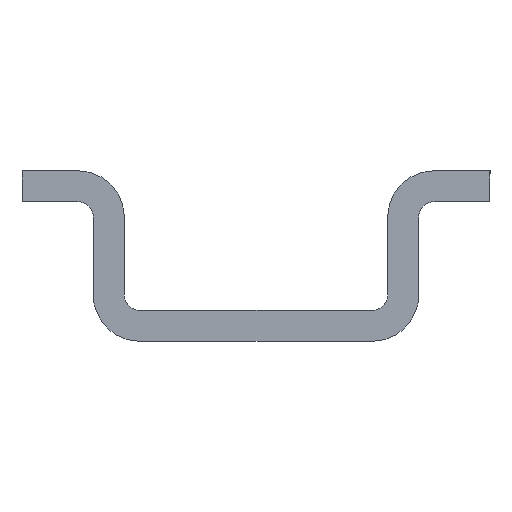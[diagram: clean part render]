
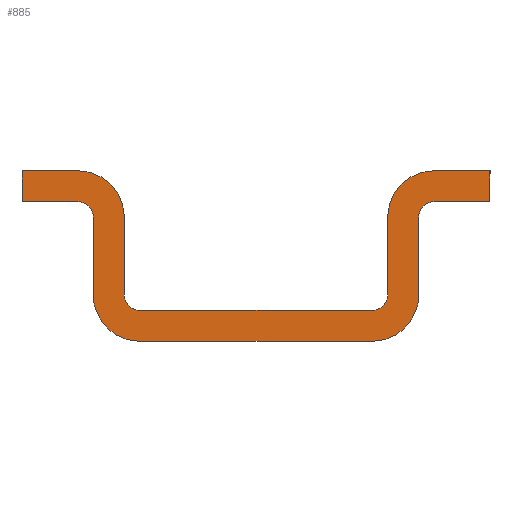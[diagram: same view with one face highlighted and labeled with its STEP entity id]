
A CAD part, left-side view. The second image highlights one B-rep face of the part: STEP entity #885.
In plain terms, the highlighted planar face has unit normal (-1, 0, 0).
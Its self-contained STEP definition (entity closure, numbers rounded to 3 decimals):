
#47=FACE_OUTER_BOUND('',#93,.T.);
#93=EDGE_LOOP('',(#595,#596,#597,#598,#599,#600,#601,#602,#603,#604,#605,
#606,#607,#608,#609,#610,#611,#612,#613,#614));
#151=CIRCLE('',#952,1.5);
#152=CIRCLE('',#953,0.5);
#153=CIRCLE('',#954,0.5);
#154=CIRCLE('',#955,1.5);
#155=CIRCLE('',#956,0.5);
#156=CIRCLE('',#957,1.5);
#157=CIRCLE('',#958,1.5);
#158=CIRCLE('',#959,0.5);
#191=LINE('',#1307,#283);
#192=LINE('',#1309,#284);
#193=LINE('',#1313,#285);
#194=LINE('',#1317,#286);
#195=LINE('',#1321,#287);
#196=LINE('',#1325,#288);
#197=LINE('',#1327,#289);
#198=LINE('',#1329,#290);
#199=LINE('',#1333,#291);
#200=LINE('',#1337,#292);
#201=LINE('',#1341,#293);
#202=LINE('',#1344,#294);
#283=VECTOR('',#1041,10.);
#284=VECTOR('',#1042,10.);
#285=VECTOR('',#1045,10.);
#286=VECTOR('',#1048,10.);
#287=VECTOR('',#1051,10.);
#288=VECTOR('',#1054,10.);
#289=VECTOR('',#1055,10.);
#290=VECTOR('',#1056,10.);
#291=VECTOR('',#1059,10.);
#292=VECTOR('',#1062,10.);
#293=VECTOR('',#1065,10.);
#294=VECTOR('',#1068,10.);
#375=VERTEX_POINT('',#1305);
#376=VERTEX_POINT('',#1306);
#377=VERTEX_POINT('',#1308);
#378=VERTEX_POINT('',#1310);
#379=VERTEX_POINT('',#1312);
#380=VERTEX_POINT('',#1314);
#381=VERTEX_POINT('',#1316);
#382=VERTEX_POINT('',#1318);
#383=VERTEX_POINT('',#1320);
#384=VERTEX_POINT('',#1322);
#385=VERTEX_POINT('',#1324);
#386=VERTEX_POINT('',#1326);
#387=VERTEX_POINT('',#1328);
#388=VERTEX_POINT('',#1330);
#389=VERTEX_POINT('',#1332);
#390=VERTEX_POINT('',#1334);
#391=VERTEX_POINT('',#1336);
#392=VERTEX_POINT('',#1338);
#393=VERTEX_POINT('',#1340);
#394=VERTEX_POINT('',#1342);
#463=EDGE_CURVE('',#375,#376,#191,.T.);
#464=EDGE_CURVE('',#377,#375,#192,.T.);
#465=EDGE_CURVE('',#378,#377,#151,.T.);
#466=EDGE_CURVE('',#379,#378,#193,.T.);
#467=EDGE_CURVE('',#380,#379,#152,.T.);
#468=EDGE_CURVE('',#381,#380,#194,.T.);
#469=EDGE_CURVE('',#382,#381,#153,.T.);
#470=EDGE_CURVE('',#383,#382,#195,.T.);
#471=EDGE_CURVE('',#384,#383,#154,.T.);
#472=EDGE_CURVE('',#385,#384,#196,.T.);
#473=EDGE_CURVE('',#386,#385,#197,.T.);
#474=EDGE_CURVE('',#387,#386,#198,.T.);
#475=EDGE_CURVE('',#388,#387,#155,.T.);
#476=EDGE_CURVE('',#389,#388,#199,.T.);
#477=EDGE_CURVE('',#390,#389,#156,.T.);
#478=EDGE_CURVE('',#391,#390,#200,.T.);
#479=EDGE_CURVE('',#392,#391,#157,.T.);
#480=EDGE_CURVE('',#393,#392,#201,.T.);
#481=EDGE_CURVE('',#394,#393,#158,.T.);
#482=EDGE_CURVE('',#376,#394,#202,.T.);
#595=ORIENTED_EDGE('',*,*,#463,.F.);
#596=ORIENTED_EDGE('',*,*,#464,.F.);
#597=ORIENTED_EDGE('',*,*,#465,.F.);
#598=ORIENTED_EDGE('',*,*,#466,.F.);
#599=ORIENTED_EDGE('',*,*,#467,.F.);
#600=ORIENTED_EDGE('',*,*,#468,.F.);
#601=ORIENTED_EDGE('',*,*,#469,.F.);
#602=ORIENTED_EDGE('',*,*,#470,.F.);
#603=ORIENTED_EDGE('',*,*,#471,.F.);
#604=ORIENTED_EDGE('',*,*,#472,.F.);
#605=ORIENTED_EDGE('',*,*,#473,.F.);
#606=ORIENTED_EDGE('',*,*,#474,.F.);
#607=ORIENTED_EDGE('',*,*,#475,.F.);
#608=ORIENTED_EDGE('',*,*,#476,.F.);
#609=ORIENTED_EDGE('',*,*,#477,.F.);
#610=ORIENTED_EDGE('',*,*,#478,.F.);
#611=ORIENTED_EDGE('',*,*,#479,.F.);
#612=ORIENTED_EDGE('',*,*,#480,.F.);
#613=ORIENTED_EDGE('',*,*,#481,.F.);
#614=ORIENTED_EDGE('',*,*,#482,.F.);
#859=PLANE('',#951);
#885=ADVANCED_FACE('',(#47),#859,.F.);
#951=AXIS2_PLACEMENT_3D('',#1304,#1039,#1040);
#952=AXIS2_PLACEMENT_3D('',#1311,#1043,#1044);
#953=AXIS2_PLACEMENT_3D('',#1315,#1046,#1047);
#954=AXIS2_PLACEMENT_3D('',#1319,#1049,#1050);
#955=AXIS2_PLACEMENT_3D('',#1323,#1052,#1053);
#956=AXIS2_PLACEMENT_3D('',#1331,#1057,#1058);
#957=AXIS2_PLACEMENT_3D('',#1335,#1060,#1061);
#958=AXIS2_PLACEMENT_3D('',#1339,#1063,#1064);
#959=AXIS2_PLACEMENT_3D('',#1343,#1066,#1067);
#1039=DIRECTION('center_axis',(1.,0.,0.));
#1040=DIRECTION('ref_axis',(0.,-1.,0.));
#1041=DIRECTION('',(0.,0.,-1.));
#1042=DIRECTION('',(0.,-1.,0.));
#1043=DIRECTION('center_axis',(1.,0.,0.));
#1044=DIRECTION('ref_axis',(0.,1.,0.));
#1045=DIRECTION('',(0.,0.,1.));
#1046=DIRECTION('center_axis',(-1.,0.,0.));
#1047=DIRECTION('ref_axis',(0.,1.,0.));
#1048=DIRECTION('',(0.,-1.,0.));
#1049=DIRECTION('center_axis',(-1.,0.,0.));
#1050=DIRECTION('ref_axis',(0.,0.,1.));
#1051=DIRECTION('',(0.,0.,-1.));
#1052=DIRECTION('center_axis',(1.,0.,0.));
#1053=DIRECTION('ref_axis',(0.,0.,1.));
#1054=DIRECTION('',(0.,-1.,0.));
#1055=DIRECTION('',(0.,0.,1.));
#1056=DIRECTION('',(0.,1.,0.));
#1057=DIRECTION('center_axis',(-1.,0.,0.));
#1058=DIRECTION('ref_axis',(0.,0.,-1.));
#1059=DIRECTION('',(0.,0.,1.));
#1060=DIRECTION('center_axis',(1.,0.,0.));
#1061=DIRECTION('ref_axis',(0.,0.,-1.));
#1062=DIRECTION('',(0.,1.,0.));
#1063=DIRECTION('center_axis',(1.,0.,0.));
#1064=DIRECTION('ref_axis',(0.,-1.,0.));
#1065=DIRECTION('',(0.,0.,-1.));
#1066=DIRECTION('center_axis',(-1.,0.,0.));
#1067=DIRECTION('ref_axis',(0.,-1.,0.));
#1068=DIRECTION('',(0.,1.,0.));
#1304=CARTESIAN_POINT('Origin',(439.5,109.357,5.5));
#1305=CARTESIAN_POINT('',(439.5,-7.55,5.5));
#1306=CARTESIAN_POINT('',(439.5,-7.55,4.5));
#1307=CARTESIAN_POINT('',(439.5,-7.55,5.));
#1308=CARTESIAN_POINT('',(439.5,-5.75,5.5));
#1309=CARTESIAN_POINT('',(439.5,50.904,5.5));
#1310=CARTESIAN_POINT('',(439.5,-4.25,4.));
#1311=CARTESIAN_POINT('Origin',(439.5,-5.75,4.));
#1312=CARTESIAN_POINT('',(439.5,-4.25,1.5));
#1313=CARTESIAN_POINT('',(439.5,-4.25,4.75));
#1314=CARTESIAN_POINT('',(439.5,-3.75,1.));
#1315=CARTESIAN_POINT('Origin',(439.5,-3.75,1.5));
#1316=CARTESIAN_POINT('',(439.5,3.75,1.));
#1317=CARTESIAN_POINT('',(439.5,52.804,1.));
#1318=CARTESIAN_POINT('',(439.5,4.25,1.5));
#1319=CARTESIAN_POINT('Origin',(439.5,3.75,1.5));
#1320=CARTESIAN_POINT('',(439.5,4.25,4.));
#1321=CARTESIAN_POINT('',(439.5,4.25,3.5));
#1322=CARTESIAN_POINT('',(439.5,5.75,5.5));
#1323=CARTESIAN_POINT('Origin',(439.5,5.75,4.));
#1324=CARTESIAN_POINT('',(439.5,7.55,5.5));
#1325=CARTESIAN_POINT('',(439.5,57.554,5.5));
#1326=CARTESIAN_POINT('',(439.5,7.55,4.5));
#1327=CARTESIAN_POINT('',(439.5,7.55,5.5));
#1328=CARTESIAN_POINT('',(439.5,5.75,4.5));
#1329=CARTESIAN_POINT('',(439.5,58.454,4.5));
#1330=CARTESIAN_POINT('',(439.5,5.25,4.));
#1331=CARTESIAN_POINT('Origin',(439.5,5.75,4.));
#1332=CARTESIAN_POINT('',(439.5,5.25,1.5));
#1333=CARTESIAN_POINT('',(439.5,5.25,4.75));
#1334=CARTESIAN_POINT('',(439.5,3.75,0.));
#1335=CARTESIAN_POINT('Origin',(439.5,3.75,1.5));
#1336=CARTESIAN_POINT('',(439.5,-3.75,0.));
#1337=CARTESIAN_POINT('',(439.5,56.554,0.));
#1338=CARTESIAN_POINT('',(439.5,-5.25,1.5));
#1339=CARTESIAN_POINT('Origin',(439.5,-3.75,1.5));
#1340=CARTESIAN_POINT('',(439.5,-5.25,4.));
#1341=CARTESIAN_POINT('',(439.5,-5.25,3.5));
#1342=CARTESIAN_POINT('',(439.5,-5.75,4.5));
#1343=CARTESIAN_POINT('Origin',(439.5,-5.75,4.));
#1344=CARTESIAN_POINT('',(439.5,51.804,4.5));
